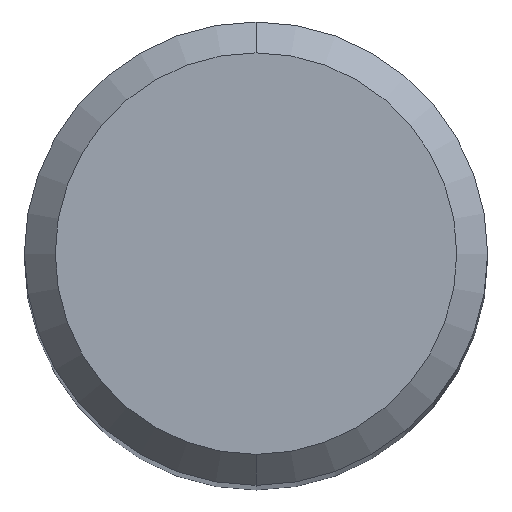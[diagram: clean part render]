
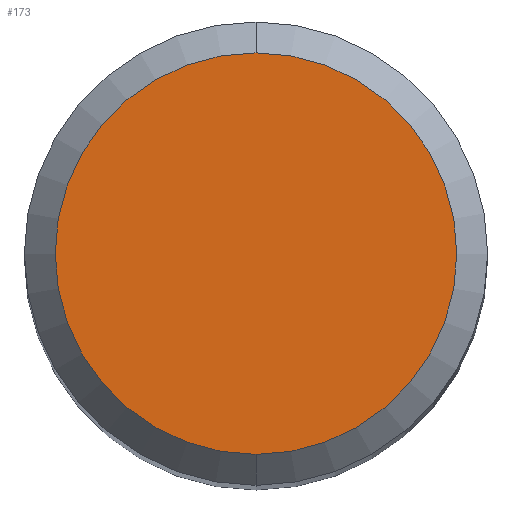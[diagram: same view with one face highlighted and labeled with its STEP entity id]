
A CAD part, top view. The second image highlights one B-rep face of the part: STEP entity #173.
In plain terms, the highlighted planar face has unit normal (0, 0, 1).
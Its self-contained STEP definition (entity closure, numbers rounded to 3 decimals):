
#121=VERTEX_POINT('',#276);
#127=EDGE_CURVE('',#121,#215,#282,.T.);
#143=EDGE_CURVE('',#215,#121,#298,.T.);
#173=ADVANCED_FACE('',(#330),#331,.T.);
#215=VERTEX_POINT('',#380);
#276=CARTESIAN_POINT('',(0.0,2.6,0.0));
#282=CIRCLE('',#449,2.6);
#298=CIRCLE('',#475,2.6);
#330=FACE_OUTER_BOUND('',#518,.T.);
#331=PLANE('',#519);
#380=CARTESIAN_POINT('',(0.,-2.6,0.0));
#449=AXIS2_PLACEMENT_3D('',#640,#641,#642);
#475=AXIS2_PLACEMENT_3D('',#650,#651,#652);
#518=EDGE_LOOP('',(#682,#683));
#519=AXIS2_PLACEMENT_3D('',#684,#685,#686);
#640=CARTESIAN_POINT('',(0.0,0.0,0.0));
#641=DIRECTION('',(0.0,0.0,-1.0));
#642=DIRECTION('',(0.0,1.0,0.0));
#650=CARTESIAN_POINT('',(0.0,0.0,0.0));
#651=DIRECTION('',(0.0,0.0,-1.0));
#652=DIRECTION('',(0.0,1.0,0.0));
#682=ORIENTED_EDGE('',*,*,#127,.F.);
#683=ORIENTED_EDGE('',*,*,#143,.F.);
#684=CARTESIAN_POINT('',(0.0,1.3,0.0));
#685=DIRECTION('',(-0.0,0.0,1.0));
#686=DIRECTION('',(0.0,-1.0,0.0));
